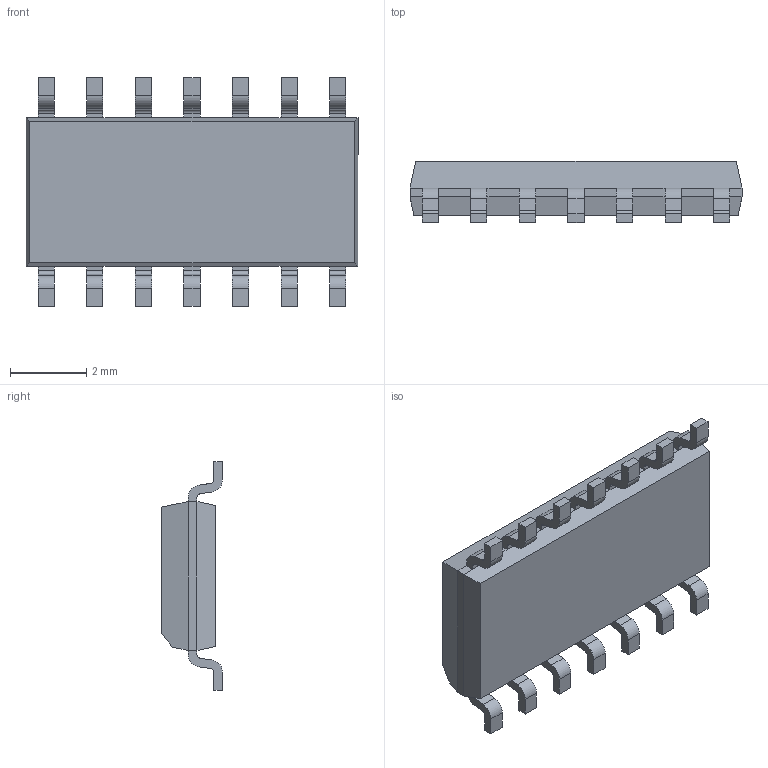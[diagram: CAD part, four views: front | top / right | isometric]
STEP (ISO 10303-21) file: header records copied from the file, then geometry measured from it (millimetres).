
FILE_DESCRIPTION (( 'STEP AP214' ), '1' );
FILE_NAME ('851B15EE-2183-43FB-83B0-A9DD2DE9E96C.STEP', '2009-01-18T22:06:33', ( 'sysAdmin' ), ( 'SolidWorks' ), 'SwSTEP 2.0', 'SolidWorks 2009', '' );
FILE_SCHEMA (( 'AUTOMOTIVE_DESIGN' ));
Length unit declared in the file: millimetre
Products named in the file (1): 851B15EE-2183-43FB-83B0-A9DD2DE9E96C
Bounding box: 8.69 x 1.6 x 5.99 mm (x, y, z)
Volume: 47.8 mm3; surface area: 123.6 mm2
Topology: 1 solids, 1 shells, 213 faces, 566 edges, 356 vertices
Faces by surface type: plane 156, cylinder 55, cone 2
Entity records: 6844 total; most frequent: CARTESIAN_POINT 1136, ORIENTED_EDGE 1132, DIRECTION 1108, EDGE_CURVE 566, VECTOR 452, LINE 452, VERTEX_POINT 356, AXIS2_PLACEMENT_3D 328
